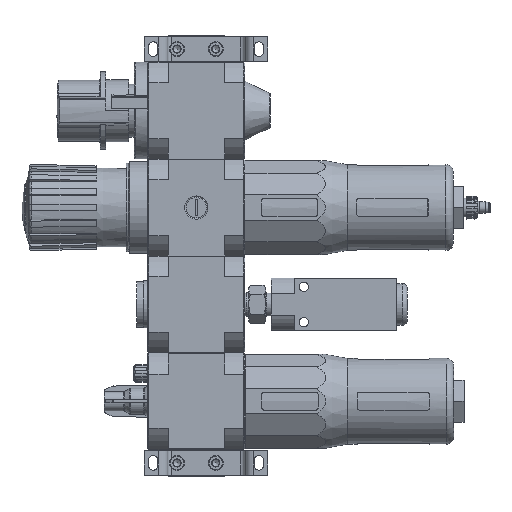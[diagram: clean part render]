
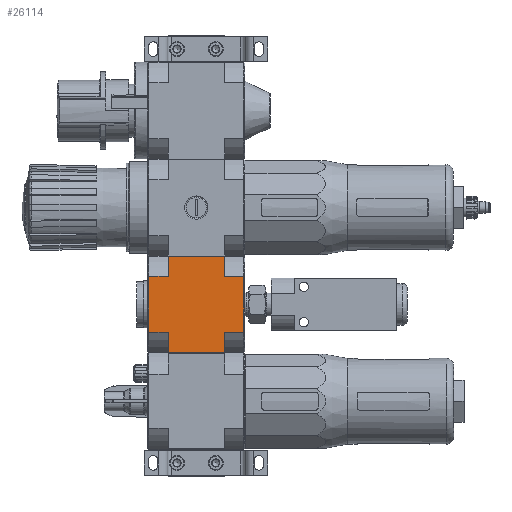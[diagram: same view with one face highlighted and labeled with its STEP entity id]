
A CAD part, left-side view. The second image highlights one B-rep face of the part: STEP entity #26114.
In plain terms, the highlighted face is planar.
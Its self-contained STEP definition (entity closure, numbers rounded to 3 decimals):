
#6737=ORIENTED_EDGE('',*,*,#12238,.T.);
#6738=ORIENTED_EDGE('',*,*,#12239,.T.);
#6739=ORIENTED_EDGE('',*,*,#12201,.T.);
#6740=ORIENTED_EDGE('',*,*,#12240,.T.);
#6741=ORIENTED_EDGE('',*,*,#12241,.T.);
#6742=ORIENTED_EDGE('',*,*,#12242,.T.);
#6743=ORIENTED_EDGE('',*,*,#12243,.T.);
#6744=ORIENTED_EDGE('',*,*,#12244,.T.);
#6745=ORIENTED_EDGE('',*,*,#12213,.F.);
#6746=ORIENTED_EDGE('',*,*,#12245,.T.);
#6747=ORIENTED_EDGE('',*,*,#12246,.T.);
#6748=ORIENTED_EDGE('',*,*,#12164,.F.);
#12164=EDGE_CURVE('',#15299,#15300,#17408,.T.);
#12201=EDGE_CURVE('',#15335,#15336,#17423,.T.);
#12213=EDGE_CURVE('',#15343,#15344,#17427,.T.);
#12238=EDGE_CURVE('',#15299,#15360,#17441,.T.);
#12239=EDGE_CURVE('',#15360,#15335,#17442,.F.);
#12240=EDGE_CURVE('',#15336,#15361,#17443,.T.);
#12241=EDGE_CURVE('',#15361,#15362,#17444,.T.);
#12242=EDGE_CURVE('',#15362,#15363,#17445,.T.);
#12243=EDGE_CURVE('',#15363,#15364,#17446,.T.);
#12244=EDGE_CURVE('',#15364,#15344,#17447,.F.);
#12245=EDGE_CURVE('',#15343,#15365,#17448,.T.);
#12246=EDGE_CURVE('',#15365,#15300,#17449,.T.);
#15299=VERTEX_POINT('',#51018);
#15300=VERTEX_POINT('',#51020);
#15335=VERTEX_POINT('',#51161);
#15336=VERTEX_POINT('',#51162);
#15343=VERTEX_POINT('',#51209);
#15344=VERTEX_POINT('',#51210);
#15360=VERTEX_POINT('',#51274);
#15361=VERTEX_POINT('',#51277);
#15362=VERTEX_POINT('',#51279);
#15363=VERTEX_POINT('',#51281);
#15364=VERTEX_POINT('',#51283);
#15365=VERTEX_POINT('',#51286);
#17408=LINE('',#51019,#19291);
#17423=LINE('',#51160,#19306);
#17427=LINE('',#51208,#19310);
#17441=LINE('',#51273,#19324);
#17442=LINE('',#51275,#19325);
#17443=LINE('',#51276,#19326);
#17444=LINE('',#51278,#19327);
#17445=LINE('',#51280,#19328);
#17446=LINE('',#51282,#19329);
#17447=LINE('',#51284,#19330);
#17448=LINE('',#51285,#19331);
#17449=LINE('',#51287,#19332);
#19291=VECTOR('',#42222,1000.);
#19306=VECTOR('',#42273,1000.);
#19310=VECTOR('',#42285,1000.);
#19324=VECTOR('',#42319,1000.);
#19325=VECTOR('',#42320,1000.);
#19326=VECTOR('',#42321,1000.);
#19327=VECTOR('',#42322,1000.);
#19328=VECTOR('',#42323,1000.);
#19329=VECTOR('',#42324,1000.);
#19330=VECTOR('',#42325,1000.);
#19331=VECTOR('',#42326,1000.);
#19332=VECTOR('',#42327,1000.);
#21393=EDGE_LOOP('',(#6737,#6738,#6739,#6740,#6741,#6742,#6743,#6744,#6745,
#6746,#6747,#6748));
#23428=FACE_BOUND('',#21393,.T.);
#24817=PLANE('',#36827);
#26114=ADVANCED_FACE('',(#23428),#24817,.F.);
#36827=AXIS2_PLACEMENT_3D('',#51272,#42317,#42318);
#42222=DIRECTION('',(0.,1.,0.));
#42273=DIRECTION('',(0.,0.,-1.));
#42285=DIRECTION('',(0.,0.,-1.));
#42317=DIRECTION('',(-1.,0.,0.));
#42318=DIRECTION('',(0.,0.,1.));
#42319=DIRECTION('',(0.,0.,-1.));
#42320=DIRECTION('',(0.,1.,0.));
#42321=DIRECTION('',(0.,1.,0.));
#42322=DIRECTION('',(0.,0.,-1.));
#42323=DIRECTION('',(0.,1.,0.));
#42324=DIRECTION('',(0.,0.,1.));
#42325=DIRECTION('',(0.,-1.,0.));
#42326=DIRECTION('',(0.,-1.,0.));
#42327=DIRECTION('',(0.,0.,1.));
#51018=CARTESIAN_POINT('',(27.5,-16.,27.5));
#51019=CARTESIAN_POINT('',(27.5,-27.,27.5));
#51020=CARTESIAN_POINT('',(27.5,16.,27.5));
#51160=CARTESIAN_POINT('',(27.5,-27.,27.5));
#51161=CARTESIAN_POINT('',(27.5,-27.,15.869));
#51162=CARTESIAN_POINT('',(27.5,-27.,-15.869));
#51208=CARTESIAN_POINT('',(27.5,27.,27.5));
#51209=CARTESIAN_POINT('',(27.5,27.,15.869));
#51210=CARTESIAN_POINT('',(27.5,27.,-15.869));
#51272=CARTESIAN_POINT('',(27.5,-27.,27.5));
#51273=CARTESIAN_POINT('',(27.5,-16.,27.5));
#51274=CARTESIAN_POINT('',(27.5,-16.,15.869));
#51275=CARTESIAN_POINT('',(27.5,-16.,15.869));
#51276=CARTESIAN_POINT('',(27.5,-16.,-15.869));
#51277=CARTESIAN_POINT('',(27.5,-16.,-15.869));
#51278=CARTESIAN_POINT('',(27.5,-16.,27.5));
#51279=CARTESIAN_POINT('',(27.5,-16.,-27.5));
#51280=CARTESIAN_POINT('',(27.5,-27.,-27.5));
#51281=CARTESIAN_POINT('',(27.5,16.,-27.5));
#51282=CARTESIAN_POINT('',(27.5,16.,27.5));
#51283=CARTESIAN_POINT('',(27.5,16.,-15.869));
#51284=CARTESIAN_POINT('',(27.5,16.,-15.869));
#51285=CARTESIAN_POINT('',(27.5,16.,15.869));
#51286=CARTESIAN_POINT('',(27.5,16.,15.869));
#51287=CARTESIAN_POINT('',(27.5,16.,27.5));
